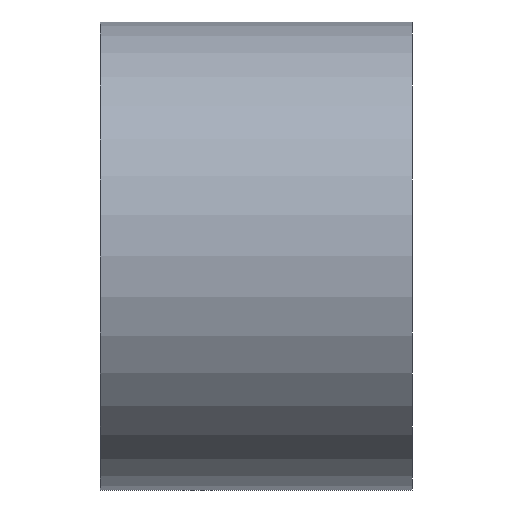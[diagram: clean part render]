
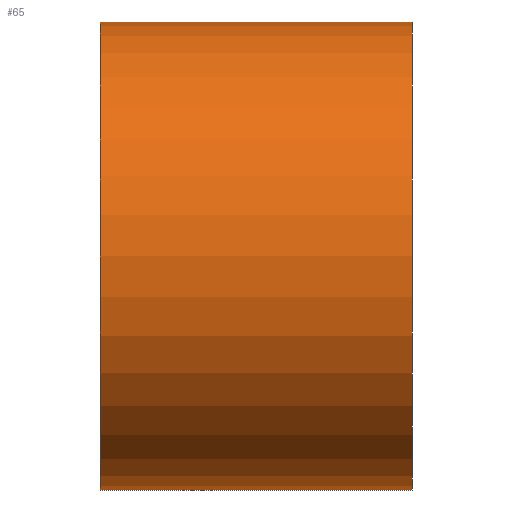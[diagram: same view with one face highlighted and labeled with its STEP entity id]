
A CAD part, front view. The second image highlights one B-rep face of the part: STEP entity #65.
In plain terms, the highlighted cylindrical face has radius 6.75 mm (diameter 13.5 mm), a full revolution.
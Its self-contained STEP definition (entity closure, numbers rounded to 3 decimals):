
#65 = ADVANCED_FACE( '', ( #153, #154 ), #155, .T. );
#153 = FACE_OUTER_BOUND( '', #262, .T. );
#154 = FACE_OUTER_BOUND( '', #263, .T. );
#155 = CYLINDRICAL_SURFACE( '', #264, 6.75 );
#262 = EDGE_LOOP( '', ( #387 ) );
#263 = EDGE_LOOP( '', ( #388 ) );
#264 = AXIS2_PLACEMENT_3D( '', #389, #390, #391 );
#387 = ORIENTED_EDGE( '', *, *, #644, .F. );
#388 = ORIENTED_EDGE( '', *, *, #650, .T. );
#389 = CARTESIAN_POINT( '', ( 9., 0., 0. ) );
#390 = DIRECTION( '', ( 1., 0., 0. ) );
#391 = DIRECTION( '', ( 0., 0., 1. ) );
#644 = EDGE_CURVE( '', #768, #768, #769, .T. );
#650 = EDGE_CURVE( '', #777, #777, #778, .T. );
#768 = VERTEX_POINT( '', #943 );
#769 = CIRCLE( '', #944, 6.75 );
#777 = VERTEX_POINT( '', #953 );
#778 = CIRCLE( '', #954, 6.75 );
#943 = CARTESIAN_POINT( '', ( 9., 0., -6.75 ) );
#944 = AXIS2_PLACEMENT_3D( '', #1133, #1134, #1135 );
#953 = CARTESIAN_POINT( '', ( 0., 0., -6.75 ) );
#954 = AXIS2_PLACEMENT_3D( '', #1143, #1144, #1145 );
#1133 = CARTESIAN_POINT( '', ( 9., 0., 0. ) );
#1134 = DIRECTION( '', ( 1., 0., 0. ) );
#1135 = DIRECTION( '', ( 0., 0., -1. ) );
#1143 = CARTESIAN_POINT( '', ( 0., 0., 0. ) );
#1144 = DIRECTION( '', ( 1., 0., 0. ) );
#1145 = DIRECTION( '', ( 0., 0., -1. ) );
